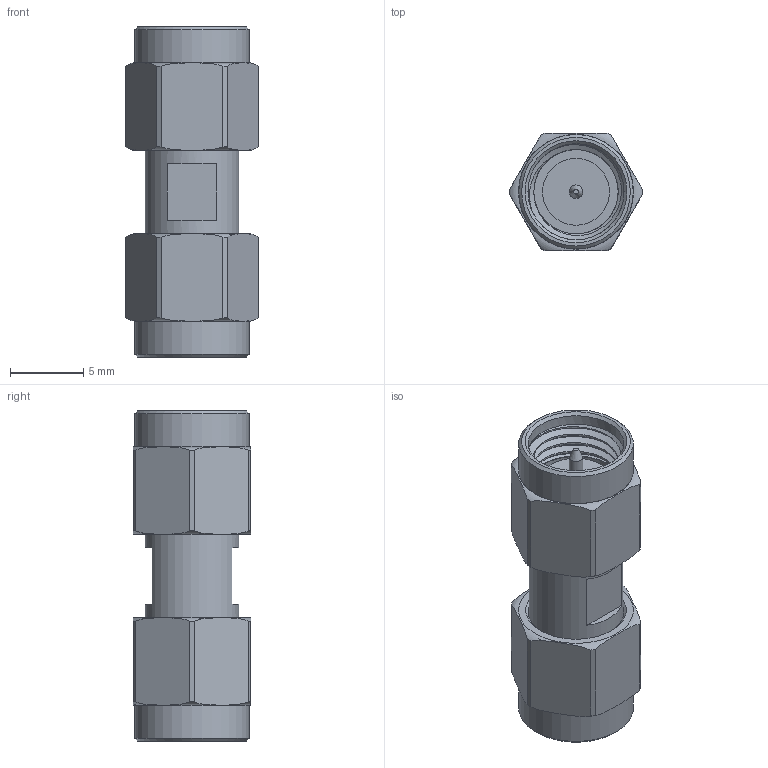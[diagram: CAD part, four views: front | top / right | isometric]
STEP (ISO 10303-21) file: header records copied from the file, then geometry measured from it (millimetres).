
FILE_DESCRIPTION(/* description */ ('Unknown'),/* implementation_level */ '2;1');
FILE_NAME(/* name */ '64403203211000',/* time_stamp */ '2018-01-12T11:55:14+01:00',/* author */ ('Unknown'),/* organization */ ('Unknown'),/* preprocessor_version */ 'ST-DEVELOPER v16.7',/* originating_system */ 'DEX',/* authorisation */ $);
FILE_SCHEMA (('AUTOMOTIVE_DESIGN {1 0 10303 214 3 1 1}'));
Length unit declared in the file: millimetre
Products named in the file (1): 64403203211000
Bounding box: 9.04 x 8 x 22.5 mm (x, y, z)
Volume: 795.3 mm3; surface area: 1353.2 mm2
Topology: 1 solids, 1 shells, 109 faces, 270 edges, 174 vertices
Faces by surface type: plane 60, cylinder 29, cone 12, torus 4, bspline 4
Full cylindrical faces by diameter (mm): 0.92 x2, 4.56 x2, 4.75 x2, 6.4 x3, 6.5 x2, 6.55 x10, 7 x2, 7.8 x2
Entity records: 4625 total; most frequent: CARTESIAN_POINT 1792, DIRECTION 408, ORIENTED_EDGE 396, EDGE_CURVE 198, AXIS2_PLACEMENT_3D 174, EDGE_LOOP 156, FACE_BOUND 156, VERTEX_POINT 142
